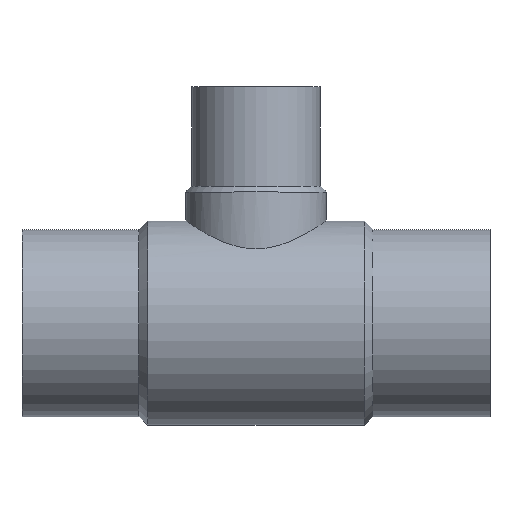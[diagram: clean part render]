
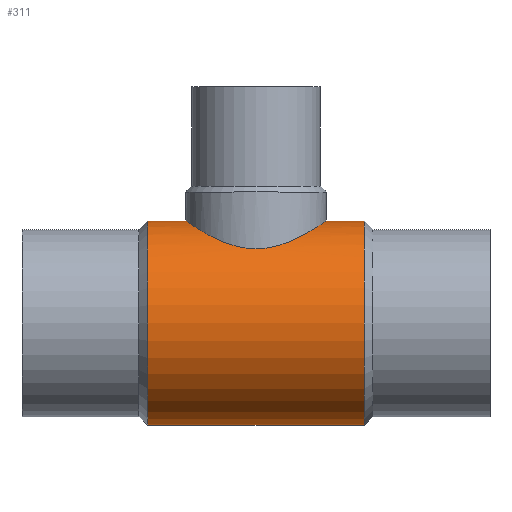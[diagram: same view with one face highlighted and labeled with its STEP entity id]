
A CAD part, top view. The second image highlights one B-rep face of the part: STEP entity #311.
In plain terms, the highlighted cylindrical face has radius 87.3 mm (diameter 174.6 mm), a partial arc.
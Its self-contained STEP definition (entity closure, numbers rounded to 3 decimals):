
#137 = EDGE_CURVE( '', #279, #299, #363, .T. );
#161 = VERTEX_POINT( '', #389 );
#171 = EDGE_CURVE( '', #161, #257, #401, .T. );
#205 = VERTEX_POINT( '', #442 );
#225 = EDGE_CURVE( '', #233, #257, #466, .T. );
#233 = VERTEX_POINT( '', #476 );
#241 = EDGE_CURVE( '', #299, #205, #484, .T. );
#257 = VERTEX_POINT( '', #500 );
#279 = VERTEX_POINT( '', #526 );
#289 = EDGE_CURVE( '', #161, #279, #536, .T. );
#299 = VERTEX_POINT( '', #547 );
#307 = EDGE_CURVE( '', #205, #233, #555, .T. );
#311 = ADVANCED_FACE( '', ( #559 ), #560, .T. );
#363 = CIRCLE( '', #610, 87.3 );
#389 = CARTESIAN_POINT( '', ( -292.7, -87.3, 0. ) );
#401 = CIRCLE( '', #690, 87.3 );
#442 = CARTESIAN_POINT( '', ( -140., 87.3, 0. ) );
#466 = LINE( '', #834, #835 );
#476 = CARTESIAN_POINT( '', ( -260., 87.3, 0. ) );
#484 = LINE( '', #892, #893 );
#500 = CARTESIAN_POINT( '', ( -292.7, 87.3, 0. ) );
#526 = CARTESIAN_POINT( '', ( -107.3, -87.3, 0. ) );
#536 = LINE( '', #1029, #1030 );
#547 = CARTESIAN_POINT( '', ( -107.3, 87.3, 0. ) );
#555 = B_SPLINE_CURVE_WITH_KNOTS( '', 3, ( #1057, #1058, #1059, #1060, #1061, #1062, #1063, #1064, #1065, #1066, #1067, #1068, #1069, #1070, #1071, #1072, #1073, #1074, #1075, #1076, #1077, #1078, #1079, #1080, #1081, #1082, #1083, #1084, #1085, #1086, #1087, #1088, #1089, #1090, #1091, #1092, #1093, #1094, #1095, #1096, #1097, #1098, #1099, #1100, #1101, #1102, #1103, #1104, #1105, #1106, #1107, #1108, #1109, #1110, #1111, #1112, #1113, #1114, #1115, #1116, #1117, #1118, #1119, #1120, #1121, #1122 ), .UNSPECIFIED., .F., .F., ( 4, 2, 2, 2, 2, 2, 2, 2, 2, 2, 2, 2, 2, 2, 2, 2, 2, 2, 2, 2, 2, 2, 2, 2, 2, 2, 2, 2, 2, 2, 2, 2, 4 ), ( 94.493, 100.36, 106.227, 112.095, 117.962, 123.83, 129.697, 135.564, 141.432, 147.376, 153.32, 159.264, 165.209, 171.153, 177.097, 183.041, 188.985, 194.93, 200.874, 206.818, 212.762, 218.707, 224.651, 230.595, 236.539, 242.407, 248.274, 254.141, 260.009, 265.876, 271.743, 277.611, 283.478 ), .UNSPECIFIED. );
#559 = FACE_OUTER_BOUND( '', #1127, .T. );
#560 = CYLINDRICAL_SURFACE( '', #1128, 87.3 );
#610 = AXIS2_PLACEMENT_3D( '', #1176, #1177, #1178 );
#690 = AXIS2_PLACEMENT_3D( '', #1214, #1215, #1216 );
#834 = CARTESIAN_POINT( '', ( -200., 87.3, 0. ) );
#835 = VECTOR( '', #1315, 1. );
#892 = CARTESIAN_POINT( '', ( -200., 87.3, 0. ) );
#893 = VECTOR( '', #1342, 1. );
#1029 = CARTESIAN_POINT( '', ( -200., -87.3, 0. ) );
#1030 = VECTOR( '', #1390, 1. );
#1057 = CARTESIAN_POINT( '', ( -140., 87.3, 0. ) );
#1058 = CARTESIAN_POINT( '', ( -140., 87.3, 1.956 ) );
#1059 = CARTESIAN_POINT( '', ( -140.096, 87.234, 3.935 ) );
#1060 = CARTESIAN_POINT( '', ( -140.489, 86.965, 7.899 ) );
#1061 = CARTESIAN_POINT( '', ( -140.786, 86.761, 9.884 ) );
#1062 = CARTESIAN_POINT( '', ( -141.58, 86.221, 13.824 ) );
#1063 = CARTESIAN_POINT( '', ( -142.077, 85.885, 15.778 ) );
#1064 = CARTESIAN_POINT( '', ( -143.263, 85.089, 19.621 ) );
#1065 = CARTESIAN_POINT( '', ( -143.953, 84.63, 21.51 ) );
#1066 = CARTESIAN_POINT( '', ( -145.507, 83.609, 25.19 ) );
#1067 = CARTESIAN_POINT( '', ( -146.374, 83.045, 26.984 ) );
#1068 = CARTESIAN_POINT( '', ( -148.264, 81.838, 30.451 ) );
#1069 = CARTESIAN_POINT( '', ( -149.287, 81.193, 32.125 ) );
#1070 = CARTESIAN_POINT( '', ( -151.466, 79.85, 35.33 ) );
#1071 = CARTESIAN_POINT( '', ( -152.621, 79.152, 36.862 ) );
#1072 = CARTESIAN_POINT( '', ( -155.031, 77.734, 39.767 ) );
#1073 = CARTESIAN_POINT( '', ( -156.287, 77.013, 41.139 ) );
#1074 = CARTESIAN_POINT( '', ( -158.877, 75.572, 43.73 ) );
#1075 = CARTESIAN_POINT( '', ( -160.264, 74.825, 44.996 ) );
#1076 = CARTESIAN_POINT( '', ( -163.186, 73.315, 47.416 ) );
#1077 = CARTESIAN_POINT( '', ( -164.722, 72.552, 48.571 ) );
#1078 = CARTESIAN_POINT( '', ( -167.926, 71.049, 50.745 ) );
#1079 = CARTESIAN_POINT( '', ( -169.595, 70.309, 51.763 ) );
#1080 = CARTESIAN_POINT( '', ( -173.046, 68.887, 53.641 ) );
#1081 = CARTESIAN_POINT( '', ( -174.828, 68.206, 54.5 ) );
#1082 = CARTESIAN_POINT( '', ( -178.483, 66.943, 56.044 ) );
#1083 = CARTESIAN_POINT( '', ( -180.359, 66.36, 56.729 ) );
#1084 = CARTESIAN_POINT( '', ( -184.18, 65.331, 57.911 ) );
#1085 = CARTESIAN_POINT( '', ( -186.125, 64.885, 58.408 ) );
#1086 = CARTESIAN_POINT( '', ( -190.056, 64.159, 59.204 ) );
#1087 = CARTESIAN_POINT( '', ( -192.043, 63.88, 59.504 ) );
#1088 = CARTESIAN_POINT( '', ( -196.024, 63.507, 59.902 ) );
#1089 = CARTESIAN_POINT( '', ( -198.019, 63.414, 60. ) );
#1090 = CARTESIAN_POINT( '', ( -201.981, 63.414, 60. ) );
#1091 = CARTESIAN_POINT( '', ( -203.976, 63.507, 59.902 ) );
#1092 = CARTESIAN_POINT( '', ( -207.957, 63.88, 59.504 ) );
#1093 = CARTESIAN_POINT( '', ( -209.944, 64.159, 59.204 ) );
#1094 = CARTESIAN_POINT( '', ( -213.875, 64.885, 58.408 ) );
#1095 = CARTESIAN_POINT( '', ( -215.82, 65.331, 57.911 ) );
#1096 = CARTESIAN_POINT( '', ( -219.641, 66.36, 56.729 ) );
#1097 = CARTESIAN_POINT( '', ( -221.517, 66.943, 56.044 ) );
#1098 = CARTESIAN_POINT( '', ( -225.172, 68.206, 54.5 ) );
#1099 = CARTESIAN_POINT( '', ( -226.954, 68.887, 53.641 ) );
#1100 = CARTESIAN_POINT( '', ( -230.405, 70.309, 51.763 ) );
#1101 = CARTESIAN_POINT( '', ( -232.074, 71.049, 50.745 ) );
#1102 = CARTESIAN_POINT( '', ( -235.278, 72.552, 48.571 ) );
#1103 = CARTESIAN_POINT( '', ( -236.814, 73.315, 47.416 ) );
#1104 = CARTESIAN_POINT( '', ( -239.736, 74.825, 44.996 ) );
#1105 = CARTESIAN_POINT( '', ( -241.123, 75.572, 43.73 ) );
#1106 = CARTESIAN_POINT( '', ( -243.713, 77.013, 41.139 ) );
#1107 = CARTESIAN_POINT( '', ( -244.969, 77.734, 39.767 ) );
#1108 = CARTESIAN_POINT( '', ( -247.379, 79.152, 36.862 ) );
#1109 = CARTESIAN_POINT( '', ( -248.534, 79.85, 35.33 ) );
#1110 = CARTESIAN_POINT( '', ( -250.713, 81.193, 32.125 ) );
#1111 = CARTESIAN_POINT( '', ( -251.736, 81.838, 30.451 ) );
#1112 = CARTESIAN_POINT( '', ( -253.626, 83.045, 26.984 ) );
#1113 = CARTESIAN_POINT( '', ( -254.493, 83.609, 25.19 ) );
#1114 = CARTESIAN_POINT( '', ( -256.047, 84.63, 21.51 ) );
#1115 = CARTESIAN_POINT( '', ( -256.737, 85.089, 19.621 ) );
#1116 = CARTESIAN_POINT( '', ( -257.923, 85.885, 15.778 ) );
#1117 = CARTESIAN_POINT( '', ( -258.42, 86.221, 13.824 ) );
#1118 = CARTESIAN_POINT( '', ( -259.214, 86.761, 9.884 ) );
#1119 = CARTESIAN_POINT( '', ( -259.511, 86.965, 7.899 ) );
#1120 = CARTESIAN_POINT( '', ( -259.904, 87.234, 3.935 ) );
#1121 = CARTESIAN_POINT( '', ( -260., 87.3, 1.956 ) );
#1122 = CARTESIAN_POINT( '', ( -260., 87.3, 0. ) );
#1127 = EDGE_LOOP( '', ( #1414, #1415, #1416, #1417, #1418, #1419 ) );
#1128 = AXIS2_PLACEMENT_3D( '', #1420, #1421, #1422 );
#1176 = CARTESIAN_POINT( '', ( -107.3, 0., 0. ) );
#1177 = DIRECTION( '', ( -1., 0., 0. ) );
#1178 = DIRECTION( '', ( 0., 1., 0. ) );
#1214 = CARTESIAN_POINT( '', ( -292.7, 0., 0. ) );
#1215 = DIRECTION( '', ( -1., 0., 0. ) );
#1216 = DIRECTION( '', ( 0., 1., 0. ) );
#1315 = DIRECTION( '', ( -1., 0., 0. ) );
#1342 = DIRECTION( '', ( -1., 0., 0. ) );
#1390 = DIRECTION( '', ( 1., 0., 0. ) );
#1414 = ORIENTED_EDGE( '', *, *, #241, .T. );
#1415 = ORIENTED_EDGE( '', *, *, #307, .T. );
#1416 = ORIENTED_EDGE( '', *, *, #225, .T. );
#1417 = ORIENTED_EDGE( '', *, *, #171, .F. );
#1418 = ORIENTED_EDGE( '', *, *, #289, .T. );
#1419 = ORIENTED_EDGE( '', *, *, #137, .T. );
#1420 = CARTESIAN_POINT( '', ( -200., 0., 0. ) );
#1421 = DIRECTION( '', ( 1., 0., 0. ) );
#1422 = DIRECTION( '', ( 0., 1., 0. ) );
